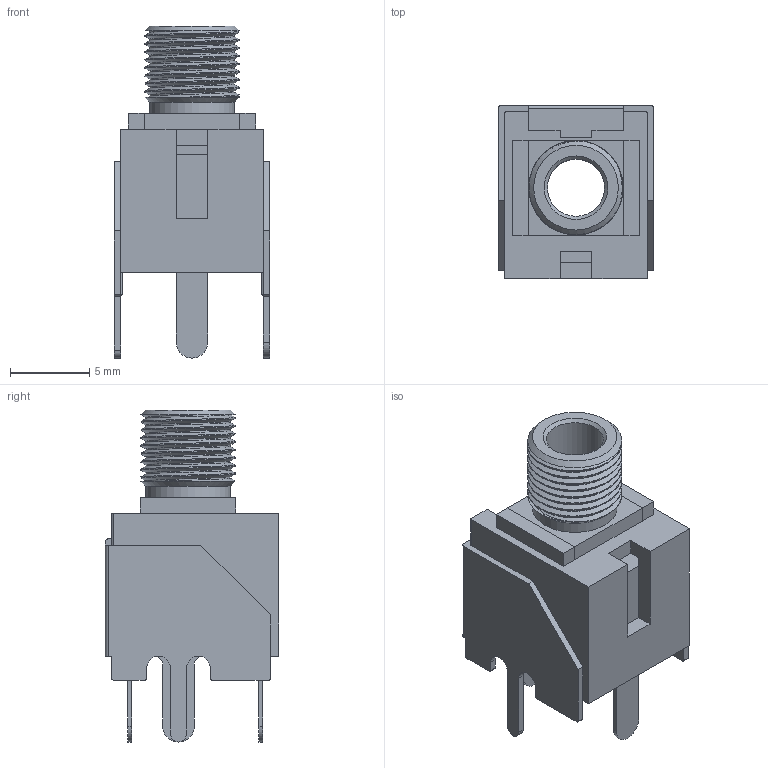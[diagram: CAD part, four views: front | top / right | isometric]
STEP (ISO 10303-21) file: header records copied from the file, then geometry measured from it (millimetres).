
FILE_DESCRIPTION(/* description */ (''),/* implementation_level */ '2;1');
FILE_NAME(/* name */ 'PJ301BM.step',/* time_stamp */ '2021-02-21T04:03:17+01:00',/* author */ (''),/* organization */ (''),/* preprocessor_version */ 'ST-DEVELOPER v18.1',/* originating_system */ 'Autodesk Translation Framework v9.7.1.1290',/* authorisation */ '');
FILE_SCHEMA (('AUTOMOTIVE_DESIGN { 1 0 10303 214 3 1 1 }'));
Length unit declared in the file: millimetre
Products named in the file (1): PJ301BM
Bounding box: 9.8 x 10.9 x 20.9 mm (x, y, z)
Volume: 604.8 mm3; surface area: 1873.4 mm2
Topology: 2 solids, 2 shells, 135 faces, 384 edges, 251 vertices
Faces by surface type: plane 86, cylinder 44, cone 3, bspline 2
Full cylindrical faces by diameter (mm): 3.6 x1, 5.327 x1, 5.351 x3, 5.927 x5
Entity records: 5655 total; most frequent: CARTESIAN_POINT 2117, ORIENTED_EDGE 768, DIRECTION 669, EDGE_CURVE 384, LINE 283, VECTOR 283, VERTEX_POINT 251, AXIS2_PLACEMENT_3D 193
